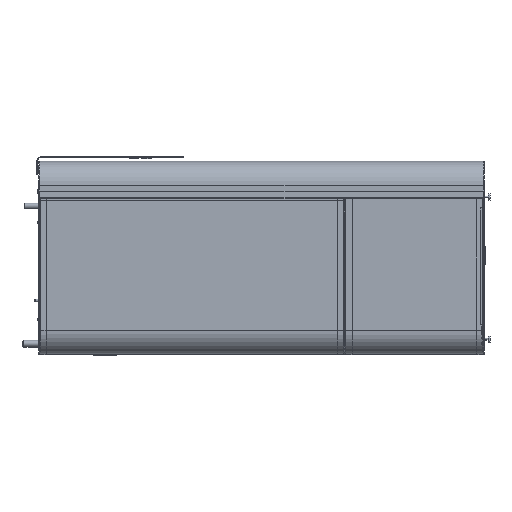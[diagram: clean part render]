
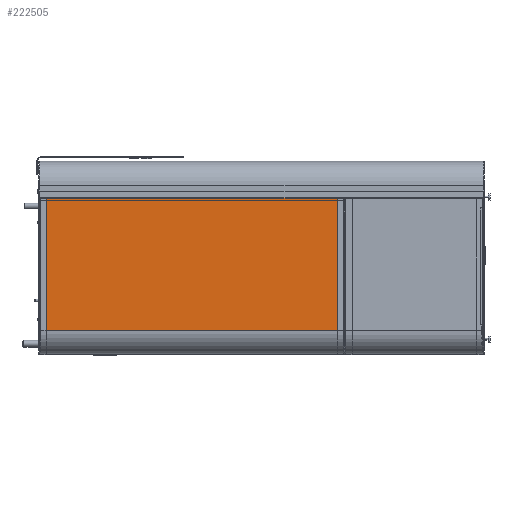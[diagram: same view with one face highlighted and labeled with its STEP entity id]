
A CAD part, left-side view. The second image highlights one B-rep face of the part: STEP entity #222505.
In plain terms, the highlighted planar face has unit normal (-1, 0, 0).
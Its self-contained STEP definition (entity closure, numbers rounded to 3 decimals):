
#158370=DIRECTION('',(0.,1.,0.));
#158371=VECTOR('',#158370,1206.);
#158372=CARTESIAN_POINT('',(-339.,748.5,-209.));
#158373=LINE('',#158372,#158371);
#158585=DIRECTION('',(0.,0.,-1.));
#158586=VECTOR('',#158585,569.5);
#158587=CARTESIAN_POINT('',(-339.,748.5,360.5));
#158588=LINE('',#158587,#158586);
#158620=DIRECTION('',(0.,1.,0.));
#158621=VECTOR('',#158620,1206.121);
#158622=CARTESIAN_POINT('',(-339.,748.439,361.1));
#158623=LINE('',#158622,#158621);
#158627=DIRECTION('',(0.,0.,-1.));
#158628=VECTOR('',#158627,569.5);
#158629=CARTESIAN_POINT('',(-339.,1954.5,360.5));
#158630=LINE('',#158629,#158628);
#172025=CARTESIAN_POINT('',(-339.,745.5,360.5));
#172026=DIRECTION('',(-1.,0.,0.));
#172027=DIRECTION('',(0.,0.98,0.2));
#172028=AXIS2_PLACEMENT_3D('',#172025,#172026,#172027);
#174587=CARTESIAN_POINT('',(-339.,1957.5,360.5));
#174588=DIRECTION('',(-1.,0.,0.));
#174589=DIRECTION('',(0.,-1.,0.));
#174590=AXIS2_PLACEMENT_3D('',#174587,#174588,#174589);
#205735=CARTESIAN_POINT('',(-339.,748.5,-209.));
#205737=VERTEX_POINT('',#205735);
#205739=CARTESIAN_POINT('',(-339.,748.439,361.1));
#205741=VERTEX_POINT('',#205739);
#205742=CARTESIAN_POINT('',(-339.,748.5,360.5));
#205743=VERTEX_POINT('',#205742);
#205746=CARTESIAN_POINT('',(-339.,1954.5,-209.));
#205748=VERTEX_POINT('',#205746);
#205750=CARTESIAN_POINT('',(-339.,1954.561,361.1));
#205752=VERTEX_POINT('',#205750);
#205772=CARTESIAN_POINT('',(-339.,1954.5,360.5));
#205773=VERTEX_POINT('',#205772);
#222489=CARTESIAN_POINT('',(-339.,723.,361.1));
#222490=DIRECTION('',(1.,0.,0.));
#222491=DIRECTION('',(0.,0.,-1.));
#222492=AXIS2_PLACEMENT_3D('',#222489,#222490,#222491);
#222493=PLANE('',#222492);
#222494=ORIENTED_EDGE('',*,*,#222470,.T.);
#222495=ORIENTED_EDGE('',*,*,#222144,.T.);
#222497=ORIENTED_EDGE('',*,*,#222496,.F.);
#222499=ORIENTED_EDGE('',*,*,#222498,.T.);
#222500=ORIENTED_EDGE('',*,*,#222418,.F.);
#222502=ORIENTED_EDGE('',*,*,#222501,.T.);
#222503=EDGE_LOOP('',(#222494,#222495,#222497,#222499,#222500,#222502));
#222504=FACE_OUTER_BOUND('',#222503,.F.);
#222505=ADVANCED_FACE('',(#222504),#222493,.F.);
#172029=CIRCLE('',#172028,3.);
#174591=CIRCLE('',#174590,3.);
#222144=EDGE_CURVE('',#205737,#205748,#158373,.T.);
#222418=EDGE_CURVE('',#205741,#205752,#158623,.T.);
#222470=EDGE_CURVE('',#205743,#205737,#158588,.T.);
#222496=EDGE_CURVE('',#205773,#205748,#158630,.T.);
#222498=EDGE_CURVE('',#205773,#205752,#174591,.T.);
#222501=EDGE_CURVE('',#205741,#205743,#172029,.T.);
